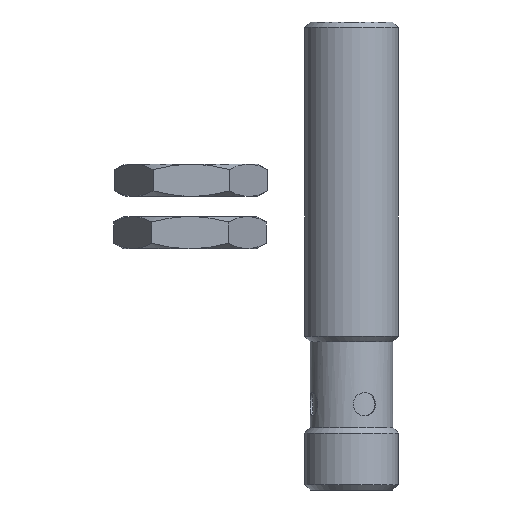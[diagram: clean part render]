
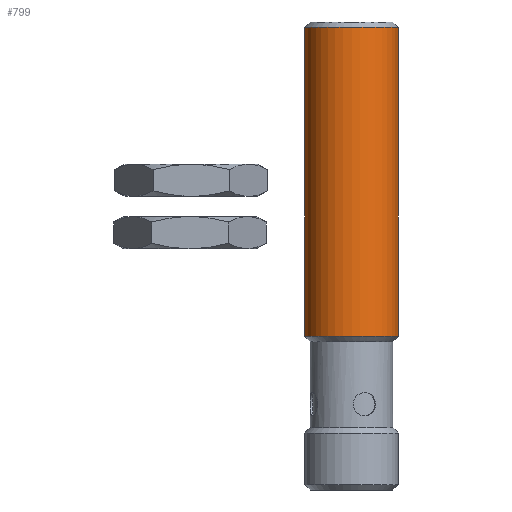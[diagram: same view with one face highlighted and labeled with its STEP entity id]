
A CAD part, front view. The second image highlights one B-rep face of the part: STEP entity #799.
In plain terms, the highlighted cylindrical face has radius 6 mm (diameter 12 mm), a full revolution.
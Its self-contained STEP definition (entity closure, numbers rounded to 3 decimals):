
#90=FACE_BOUND($,#227,.T.);
#150=FACE_OUTER_BOUND($,#226,.T.);
#226=EDGE_LOOP($,(#622));
#227=EDGE_LOOP($,(#623));
#350=CIRCLE($,#882,6.);
#351=CIRCLE($,#884,6.);
#403=VERTEX_POINT($,#1553);
#404=VERTEX_POINT($,#1556);
#486=EDGE_CURVE($,#403,#403,#350,.T.);
#487=EDGE_CURVE($,#404,#404,#351,.T.);
#622=ORIENTED_EDGE($,*,*,#487,.F.);
#623=ORIENTED_EDGE($,*,*,#486,.F.);
#766=CYLINDRICAL_SURFACE($,#883,6.);
#799=ADVANCED_FACE($,(#150,#90),#766,.T.);
#882=AXIS2_PLACEMENT_3D($,#1554,#1046,#1047);
#883=AXIS2_PLACEMENT_3D($,#1555,#1048,#1049);
#884=AXIS2_PLACEMENT_3D($,#1557,#1050,#1051);
#1046=DIRECTION('center_axis',(0.,0.,1.));
#1047=DIRECTION('ref_axis',(-1.,0.,0.));
#1048=DIRECTION('center_axis',(0.,0.,1.));
#1049=DIRECTION('ref_axis',(-1.,0.,0.));
#1050=DIRECTION('center_axis',(0.,0.,-1.));
#1051=DIRECTION('ref_axis',(-1.,0.,0.));
#1553=CARTESIAN_POINT('',(6.,0.,40.3));
#1554=CARTESIAN_POINT('Origin',(0.,0.,40.3));
#1555=CARTESIAN_POINT('Origin',(0.,0.,0.));
#1556=CARTESIAN_POINT('',(6.,0.,0.7));
#1557=CARTESIAN_POINT('Origin',(0.,0.,0.7));
